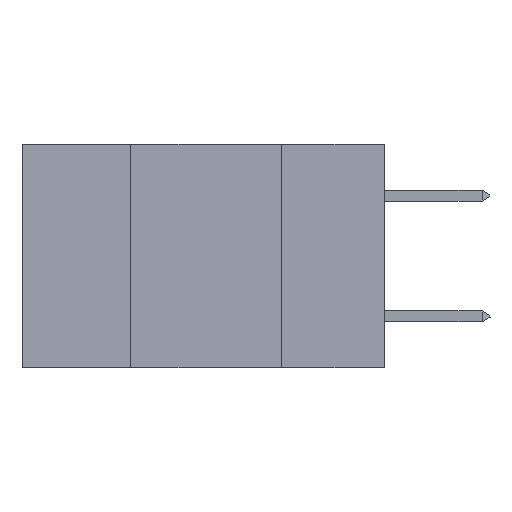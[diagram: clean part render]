
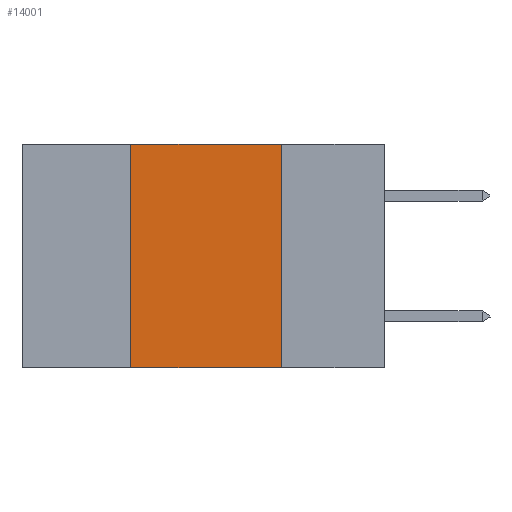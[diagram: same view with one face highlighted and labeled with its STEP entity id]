
A CAD part, left-side view. The second image highlights one B-rep face of the part: STEP entity #14001.
In plain terms, the highlighted planar face has unit normal (-1, 0, 0).
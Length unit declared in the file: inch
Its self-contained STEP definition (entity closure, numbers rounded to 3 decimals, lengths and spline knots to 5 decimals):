
#645 = LINE ( 'NONE', #23542, #21077 ) ;
#2302 = CARTESIAN_POINT ( 'NONE',  ( 0., 0.42, -0.37 ) ) ;
#3265 = EDGE_CURVE ( 'NONE', #22383, #21053, #5178, .T. ) ;
#3805 = EDGE_CURVE ( 'NONE', #22383, #13594, #24741, .T. ) ;
#4674 = EDGE_LOOP ( 'NONE', ( #7513, #14632, #12476, #23383 ) ) ;
#4850 = CARTESIAN_POINT ( 'NONE',  ( 0., 0.6, 0. ) ) ;
#4920 = DIRECTION ( 'NONE',  ( 0., 0., -1. ) ) ;
#5019 = DIRECTION ( 'NONE',  ( 1., 0., 0. ) ) ;
#5178 = LINE ( 'NONE', #9598, #25352 ) ;
#5576 = CARTESIAN_POINT ( 'NONE',  ( 0., 0.17, 0. ) ) ;
#6206 = EDGE_CURVE ( 'NONE', #13594, #15681, #645, .T. ) ;
#7513 = ORIENTED_EDGE ( 'NONE', *, *, #16711, .F. ) ;
#7893 = CARTESIAN_POINT ( 'NONE',  ( 0., 0.42, 0. ) ) ;
#8097 = AXIS2_PLACEMENT_3D ( 'NONE', #4850, #5019, #18834 ) ;
#8426 = FACE_OUTER_BOUND ( 'NONE', #4674, .T. ) ;
#8595 = VECTOR ( 'NONE', #18684, 39.37008 ) ;
#8843 = CARTESIAN_POINT ( 'NONE',  ( 0., 0.17, 0. ) ) ;
#9598 = CARTESIAN_POINT ( 'NONE',  ( 0., 0.6, -0.37 ) ) ;
#10198 = CARTESIAN_POINT ( 'NONE',  ( 0., 0.17, -0.37 ) ) ;
#11871 = DIRECTION ( 'NONE',  ( 0., -1., 0. ) ) ;
#12476 = ORIENTED_EDGE ( 'NONE', *, *, #3805, .F. ) ;
#13594 = VERTEX_POINT ( 'NONE', #17664 ) ;
#14001 = ADVANCED_FACE ( 'NONE', ( #8426 ), #16847, .F. ) ;
#14632 = ORIENTED_EDGE ( 'NONE', *, *, #6206, .F. ) ;
#15681 = VERTEX_POINT ( 'NONE', #5576 ) ;
#16711 = EDGE_CURVE ( 'NONE', #15681, #21053, #23276, .T. ) ;
#16847 = PLANE ( 'NONE',  #8097 ) ;
#17664 = CARTESIAN_POINT ( 'NONE',  ( 0., 0.42, 0. ) ) ;
#18148 = VECTOR ( 'NONE', #4920, 39.37008 ) ;
#18684 = DIRECTION ( 'NONE',  ( 0., 0., 1. ) ) ;
#18834 = DIRECTION ( 'NONE',  ( 0., 0., -1. ) ) ;
#20202 = DIRECTION ( 'NONE',  ( 0., -1., 0. ) ) ;
#21053 = VERTEX_POINT ( 'NONE', #10198 ) ;
#21077 = VECTOR ( 'NONE', #11871, 39.37008 ) ;
#22383 = VERTEX_POINT ( 'NONE', #2302 ) ;
#23276 = LINE ( 'NONE', #8843, #18148 ) ;
#23383 = ORIENTED_EDGE ( 'NONE', *, *, #3265, .T. ) ;
#23542 = CARTESIAN_POINT ( 'NONE',  ( 0., 0.6, 0. ) ) ;
#24741 = LINE ( 'NONE', #7893, #8595 ) ;
#25352 = VECTOR ( 'NONE', #20202, 39.37008 ) ;
